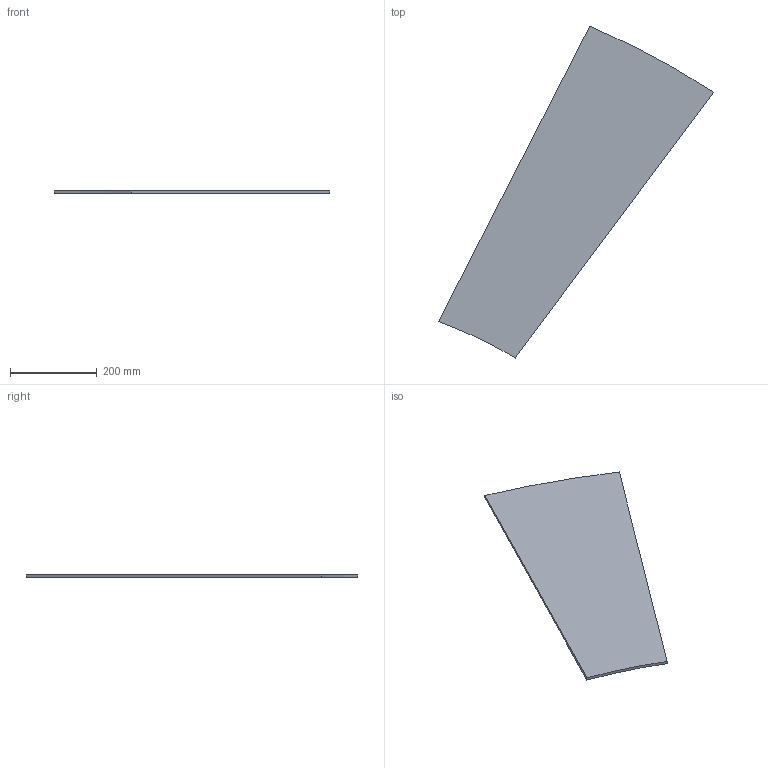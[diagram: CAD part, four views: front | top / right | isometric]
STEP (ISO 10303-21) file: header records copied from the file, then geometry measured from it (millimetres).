
FILE_DESCRIPTION(/* description */ (''),/* implementation_level */ '2;1');
FILE_NAME(/* name */ 'single_tread',/* time_stamp */ '2026-01-01T16:34:20-08:00',/* author */ (''),/* organization */ (''),/* preprocessor_version */ 'ST-DEVELOPER v19.2',/* originating_system */ 'Rhino 8.22',/* authorisation */ '');
FILE_SCHEMA (('AP242_MANAGED_MODEL_BASED_3D_ENGINEERING_MIM_LF { 1 0 10303 442 3 1 4 }'));
Length unit declared in the file: inch
Products named in the file (1): Document
Bounding box: 634.14 x 765.55 x 6.35 mm (x, y, z)
Volume: 1260130.7 mm3; surface area: 409913 mm2
Topology: 1 solids, 1 shells, 6 faces, 12 edges, 8 vertices
Faces by surface type: plane 4, cylinder 2
Entity records: 179 total; most frequent: CARTESIAN_POINT 48, ORIENTED_EDGE 24, DIRECTION 18, EDGE_CURVE 12, AXIS2_PLACEMENT_3D 12, VERTEX_POINT 8, ADVANCED_FACE 6, FACE_OUTER_BOUND 6
